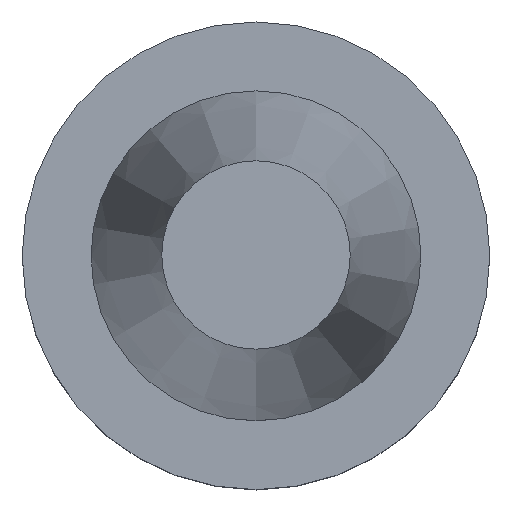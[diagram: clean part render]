
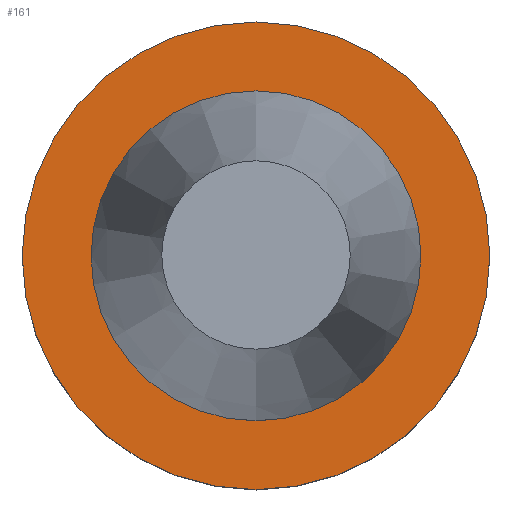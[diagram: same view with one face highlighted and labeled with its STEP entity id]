
A CAD part, top view. The second image highlights one B-rep face of the part: STEP entity #161.
In plain terms, the highlighted planar face has unit normal (0, 0, 1).
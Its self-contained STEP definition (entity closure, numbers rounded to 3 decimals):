
#82=EDGE_CURVE('Unnamed[1]',#209,#209,#210,.T.);
#150=EDGE_CURVE('Unnamed[1]',#315,#315,#316,.T.);
#161=ADVANCED_FACE('Unnamed[1]',(#332,#333),#334,.T.);
#209=VERTEX_POINT('',#382);
#210=CIRCLE('',#383,31.5);
#315=VERTEX_POINT('',#513);
#316=CIRCLE('',#514,22.225);
#332=FACE_OUTER_BOUND('',#534,.T.);
#333=FACE_BOUND('',#535,.T.);
#334=PLANE('',#536);
#382=CARTESIAN_POINT('',(0.,31.5,-1.));
#383=AXIS2_PLACEMENT_3D('',#572,#573,#574);
#513=CARTESIAN_POINT('',(0.,22.225,-1.));
#514=AXIS2_PLACEMENT_3D('',#691,#692,#693);
#534=EDGE_LOOP('',(#710));
#535=EDGE_LOOP('',(#711));
#536=AXIS2_PLACEMENT_3D('',#712,#713,#714);
#572=CARTESIAN_POINT('',(0.,0.,-1.));
#573=DIRECTION('',(0.,0.,-1.0));
#574=DIRECTION('',(0.,1.0,0.));
#691=CARTESIAN_POINT('',(0.,0.,-1.));
#692=DIRECTION('',(0.,0.,-1.0));
#693=DIRECTION('',(0.,1.0,0.));
#710=ORIENTED_EDGE('',*,*,#82,.F.);
#711=ORIENTED_EDGE('',*,*,#150,.T.);
#712=CARTESIAN_POINT('',(0.,26.862,-1.));
#713=DIRECTION('',(0.,0.,1.0));
#714=DIRECTION('',(0.,-1.0,0.));
